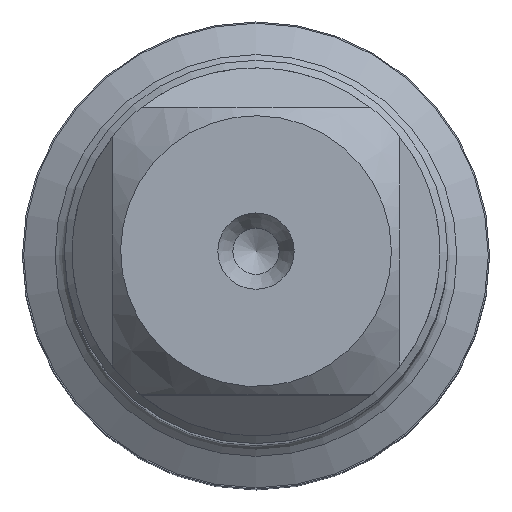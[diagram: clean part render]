
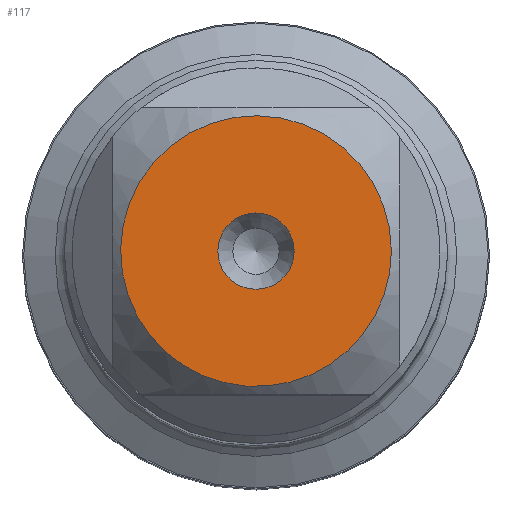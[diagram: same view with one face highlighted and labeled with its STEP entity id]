
A CAD part, top view. The second image highlights one B-rep face of the part: STEP entity #117.
In plain terms, the highlighted planar face has unit normal (0, 0, 1).
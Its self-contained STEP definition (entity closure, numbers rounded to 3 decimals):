
#80=PLANE('',#474);
#117=ADVANCED_FACE('',(#156,#157),#80,.F.);
#156=FACE_BOUND('',#193,.T.);
#157=FACE_BOUND('',#194,.T.);
#193=EDGE_LOOP('',(#239));
#194=EDGE_LOOP('',(#240));
#239=ORIENTED_EDGE('',*,*,#352,.T.);
#240=ORIENTED_EDGE('',*,*,#353,.T.);
#317=VERTEX_POINT('',#701);
#318=VERTEX_POINT('',#704);
#352=EDGE_CURVE('',#317,#317,#394,.T.);
#353=EDGE_CURVE('',#318,#318,#395,.T.);
#394=CIRCLE('',#471,1.65);
#395=CIRCLE('',#473,5.849);
#471=AXIS2_PLACEMENT_3D('',#700,#549,#550);
#473=AXIS2_PLACEMENT_3D('',#703,#553,#554);
#474=AXIS2_PLACEMENT_3D('',#705,#555,#556);
#549=DIRECTION('',(0.,0.,-1.));
#550=DIRECTION('',(-1.,0.,0.));
#553=DIRECTION('',(0.,0.,1.));
#554=DIRECTION('',(1.,0.,0.));
#555=DIRECTION('',(0.,0.,-1.));
#556=DIRECTION('',(-1.,0.,0.));
#700=CARTESIAN_POINT('',(0.,0.,0.));
#701=CARTESIAN_POINT('',(-1.65,0.,0.));
#703=CARTESIAN_POINT('',(0.,0.,0.));
#704=CARTESIAN_POINT('',(5.849,0.,0.));
#705=CARTESIAN_POINT('',(8.481,0.,0.));
